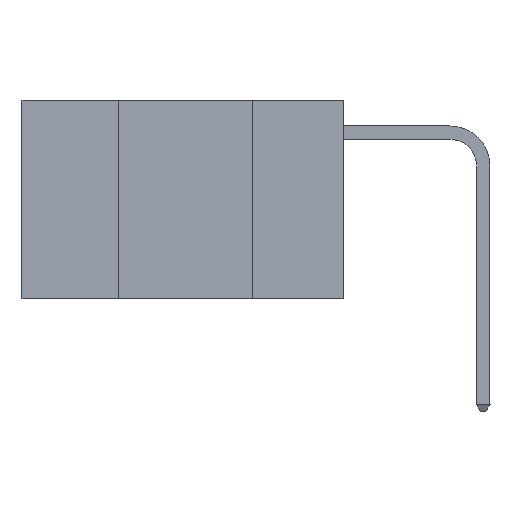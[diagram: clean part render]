
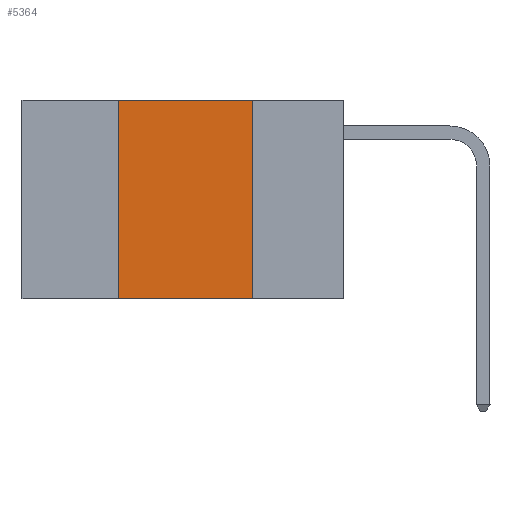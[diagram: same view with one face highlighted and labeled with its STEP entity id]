
A CAD part, left-side view. The second image highlights one B-rep face of the part: STEP entity #5364.
In plain terms, the highlighted planar face has unit normal (-1, 0, 0).
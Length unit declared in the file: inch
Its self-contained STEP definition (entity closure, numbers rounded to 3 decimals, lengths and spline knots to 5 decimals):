
#28 = VERTEX_POINT ( 'NONE', #6452 ) ;
#165 = EDGE_CURVE ( 'NONE', #4854, #28, #378, .T. ) ;
#244 = LINE ( 'NONE', #6649, #1821 ) ;
#267 = EDGE_LOOP ( 'NONE', ( #836, #1397, #3028, #1661 ) ) ;
#339 = CARTESIAN_POINT ( 'NONE',  ( 0., 0.42, -0.37 ) ) ;
#344 = DIRECTION ( 'NONE',  ( 0., 0., -1. ) ) ;
#378 = LINE ( 'NONE', #7671, #5650 ) ;
#429 = VERTEX_POINT ( 'NONE', #339 ) ;
#572 = EDGE_CURVE ( 'NONE', #1553, #4854, #244, .T. ) ;
#836 = ORIENTED_EDGE ( 'NONE', *, *, #165, .F. ) ;
#1224 = EDGE_CURVE ( 'NONE', #429, #1553, #5524, .T. ) ;
#1359 = LINE ( 'NONE', #3576, #6303 ) ;
#1397 = ORIENTED_EDGE ( 'NONE', *, *, #572, .F. ) ;
#1417 = EDGE_CURVE ( 'NONE', #429, #28, #1359, .T. ) ;
#1553 = VERTEX_POINT ( 'NONE', #2758 ) ;
#1661 = ORIENTED_EDGE ( 'NONE', *, *, #1417, .T. ) ;
#1821 = VECTOR ( 'NONE', #8138, 39.37008 ) ;
#2524 = PLANE ( 'NONE',  #7355 ) ;
#2758 = CARTESIAN_POINT ( 'NONE',  ( 0., 0.42, 0. ) ) ;
#3028 = ORIENTED_EDGE ( 'NONE', *, *, #1224, .F. ) ;
#3576 = CARTESIAN_POINT ( 'NONE',  ( 0., 0.6, -0.37 ) ) ;
#3787 = VECTOR ( 'NONE', #5189, 39.37008 ) ;
#4037 = DIRECTION ( 'NONE',  ( 0., 0., -1. ) ) ;
#4525 = DIRECTION ( 'NONE',  ( 1., 0., 0. ) ) ;
#4854 = VERTEX_POINT ( 'NONE', #7461 ) ;
#5189 = DIRECTION ( 'NONE',  ( 0., 0., 1. ) ) ;
#5364 = ADVANCED_FACE ( 'NONE', ( #5752 ), #2524, .F. ) ;
#5524 = LINE ( 'NONE', #8026, #3787 ) ;
#5650 = VECTOR ( 'NONE', #4037, 39.37008 ) ;
#5752 = FACE_OUTER_BOUND ( 'NONE', #267, .T. ) ;
#6303 = VECTOR ( 'NONE', #7274, 39.37008 ) ;
#6452 = CARTESIAN_POINT ( 'NONE',  ( 0., 0.17, -0.37 ) ) ;
#6649 = CARTESIAN_POINT ( 'NONE',  ( 0., 0.6, 0. ) ) ;
#7274 = DIRECTION ( 'NONE',  ( 0., -1., 0. ) ) ;
#7355 = AXIS2_PLACEMENT_3D ( 'NONE', #8028, #4525, #344 ) ;
#7461 = CARTESIAN_POINT ( 'NONE',  ( 0., 0.17, 0. ) ) ;
#7671 = CARTESIAN_POINT ( 'NONE',  ( 0., 0.17, 0. ) ) ;
#8026 = CARTESIAN_POINT ( 'NONE',  ( 0., 0.42, 0. ) ) ;
#8028 = CARTESIAN_POINT ( 'NONE',  ( 0., 0.6, 0. ) ) ;
#8138 = DIRECTION ( 'NONE',  ( 0., -1., 0. ) ) ;
